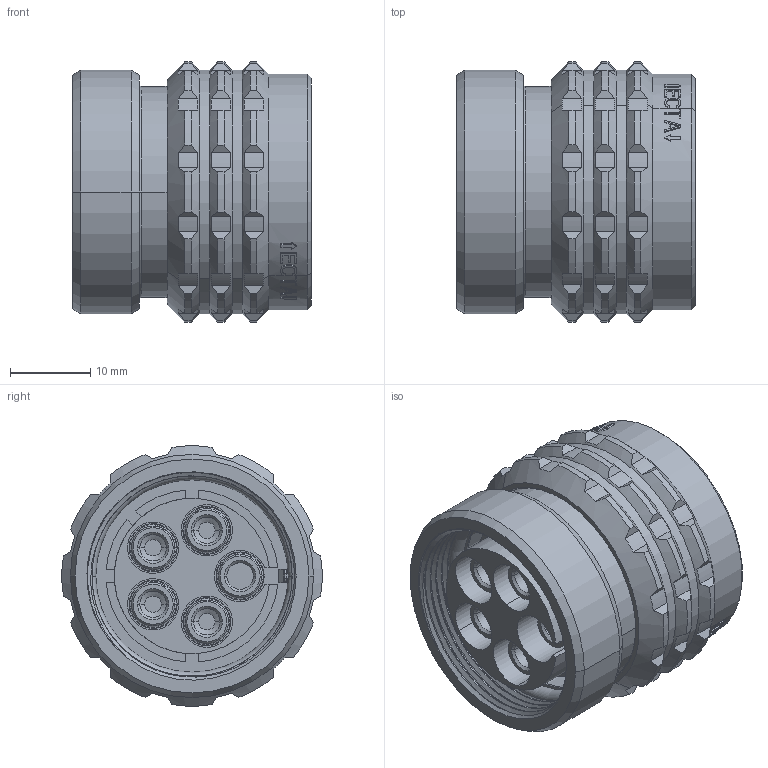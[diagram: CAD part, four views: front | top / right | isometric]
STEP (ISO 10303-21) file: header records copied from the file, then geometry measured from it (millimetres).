
FILE_DESCRIPTION((''),'2;1');
FILE_NAME('1331M405MS','2024-08-23T08:41:53',('paultorloting'),('NET AG system integration'),'CREO PARAMETRIC BY PTC INC, 2021404','CREO PARAMETRIC BY PTC INC, 2021404','');
FILE_SCHEMA(('AUTOMOTIVE_DESIGN { 1 0 10303 214 1 1 1 1 }'));
Length unit declared in the file: millimetre
Products named in the file (1): 1331M405MS
Bounding box: 29.8 x 32.46 x 32.46 mm (x, y, z)
Volume: 15011.6 mm3; surface area: 12449.4 mm2
Topology: 1 solids, 1 shells, 881 faces, 2313 edges, 1501 vertices
Faces by surface type: plane 467, cylinder 272, cone 75, torus 39, bspline 16, sphere 12
Entity records: 43056 total; most frequent: CARTESIAN_POINT 15505, ORIENTED_EDGE 4614, DIRECTION 4322, EDGE_CURVE 2307, AXIS2_PLACEMENT_3D 1617, VERTEX_POINT 1501, VECTOR 1085, LINE 1085
